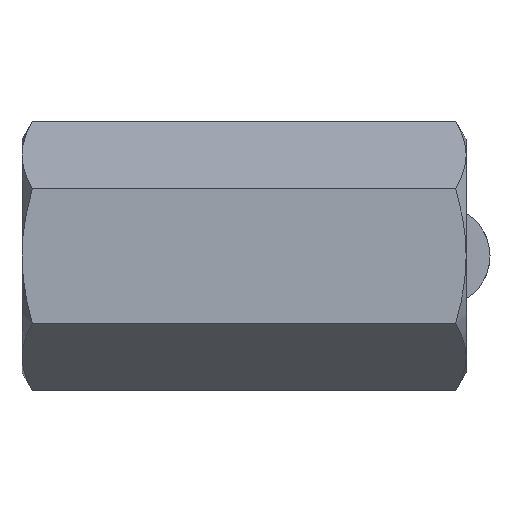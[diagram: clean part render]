
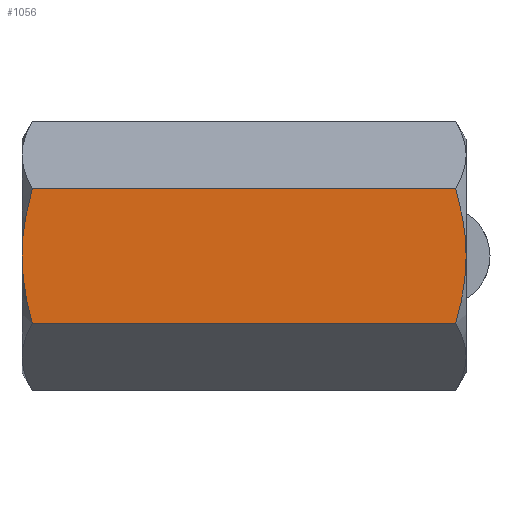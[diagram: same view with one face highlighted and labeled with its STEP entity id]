
A CAD part, front view. The second image highlights one B-rep face of the part: STEP entity #1056.
In plain terms, the highlighted planar face has unit normal (0, -1, 0).
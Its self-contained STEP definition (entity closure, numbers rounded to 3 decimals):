
#38 = EDGE_CURVE ( 'NONE', #1582, #999, #132, .T. ) ;
#69 = EDGE_CURVE ( 'NONE', #893, #1544, #1670, .T. ) ;
#86 = EDGE_CURVE ( 'NONE', #1582, #960, #1624, .T. ) ;
#91 = EDGE_CURVE ( 'NONE', #999, #893, #163, .T. ) ;
#103 = EDGE_CURVE ( 'NONE', #960, #889, #149, .T. ) ;
#113 = EDGE_CURVE ( 'NONE', #889, #1544, #134, .T. ) ;
#132 = B_SPLINE_CURVE_WITH_KNOTS ( 'NONE', 3,
 ( #315, #709, #686, #269, #586, #621, #629, #692 ),
 .UNSPECIFIED., .F., .F.,
 ( 4, 2, 2, 4 ),
 ( 0.031, 0.034, 0.035, 0.037 ),
 .UNSPECIFIED. ) ;
#134 = B_SPLINE_CURVE_WITH_KNOTS ( 'NONE', 3,
 ( #546, #488, #477, #480, #478, #484 ),
 .UNSPECIFIED., .F., .F.,
 ( 4, 2, 4 ),
 ( 0.037, 0.04, 0.043 ),
 .UNSPECIFIED. ) ;
#149 = B_SPLINE_CURVE_WITH_KNOTS ( 'NONE', 3,
 ( #228, #576, #518, #517, #516, #515, #514, #513 ),
 .UNSPECIFIED., .F., .F.,
 ( 4, 2, 2, 4 ),
 ( 0.031, 0.034, 0.035, 0.037 ),
 .UNSPECIFIED. ) ;
#163 = B_SPLINE_CURVE_WITH_KNOTS ( 'NONE', 3,
 ( #538, #738, #419, #356, #648, #481 ),
 .UNSPECIFIED., .F., .F.,
 ( 4, 2, 4 ),
 ( 0.037, 0.04, 0.043 ),
 .UNSPECIFIED. ) ;
#228 = CARTESIAN_POINT ( 'NONE',  ( -19.062, -10.5, 6.062 ) ) ;
#269 = CARTESIAN_POINT ( 'NONE',  ( 19.827, -10.5, 2.571 ) ) ;
#315 = CARTESIAN_POINT ( 'NONE',  ( 19.062, -10.5, 6.062 ) ) ;
#356 = CARTESIAN_POINT ( 'NONE',  ( 19.586, -10.5, -4.066 ) ) ;
#375 = CARTESIAN_POINT ( 'NONE',  ( 20., -10.5, 0. ) ) ;
#419 = CARTESIAN_POINT ( 'NONE',  ( 19.912, -10.5, -2.043 ) ) ;
#420 = CARTESIAN_POINT ( 'NONE',  ( -19.062, -10.5, 6.062 ) ) ;
#421 = CARTESIAN_POINT ( 'NONE',  ( -20., -10.5, 0. ) ) ;
#453 = CARTESIAN_POINT ( 'NONE',  ( 19.062, -10.5, -6.062 ) ) ;
#477 = CARTESIAN_POINT ( 'NONE',  ( -19.912, -10.5, -2.043 ) ) ;
#478 = CARTESIAN_POINT ( 'NONE',  ( -19.347, -10.5, -5.075 ) ) ;
#480 = CARTESIAN_POINT ( 'NONE',  ( -19.586, -10.5, -4.066 ) ) ;
#481 = CARTESIAN_POINT ( 'NONE',  ( 19.062, -10.5, -6.062 ) ) ;
#484 = CARTESIAN_POINT ( 'NONE',  ( -19.062, -10.5, -6.062 ) ) ;
#488 = CARTESIAN_POINT ( 'NONE',  ( -20., -10.5, -1.025 ) ) ;
#513 = CARTESIAN_POINT ( 'NONE',  ( -20., -10.5, 0. ) ) ;
#514 = CARTESIAN_POINT ( 'NONE',  ( -20., -10.5, 0.513 ) ) ;
#515 = CARTESIAN_POINT ( 'NONE',  ( -19.978, -10.5, 1.028 ) ) ;
#516 = CARTESIAN_POINT ( 'NONE',  ( -19.891, -10.5, 2.06 ) ) ;
#517 = CARTESIAN_POINT ( 'NONE',  ( -19.827, -10.5, 2.571 ) ) ;
#518 = CARTESIAN_POINT ( 'NONE',  ( -19.581, -10.5, 4.089 ) ) ;
#538 = CARTESIAN_POINT ( 'NONE',  ( 20., -10.5, 0. ) ) ;
#546 = CARTESIAN_POINT ( 'NONE',  ( -20., -10.5, 0. ) ) ;
#568 = DIRECTION ( 'NONE',  ( -1., 0., 0. ) ) ;
#576 = CARTESIAN_POINT ( 'NONE',  ( -19.345, -10.5, 5.082 ) ) ;
#586 = CARTESIAN_POINT ( 'NONE',  ( 19.891, -10.5, 2.06 ) ) ;
#621 = CARTESIAN_POINT ( 'NONE',  ( 19.978, -10.5, 1.028 ) ) ;
#629 = CARTESIAN_POINT ( 'NONE',  ( 20., -10.5, 0.513 ) ) ;
#648 = CARTESIAN_POINT ( 'NONE',  ( 19.347, -10.5, -5.075 ) ) ;
#651 = CARTESIAN_POINT ( 'NONE',  ( 20., -10.5, 6.062 ) ) ;
#653 = DIRECTION ( 'NONE',  ( -1., 0., 0. ) ) ;
#679 = CARTESIAN_POINT ( 'NONE',  ( 20., -10.5, -6.062 ) ) ;
#686 = CARTESIAN_POINT ( 'NONE',  ( 19.581, -10.5, 4.089 ) ) ;
#692 = CARTESIAN_POINT ( 'NONE',  ( 20., -10.5, 0. ) ) ;
#709 = CARTESIAN_POINT ( 'NONE',  ( 19.345, -10.5, 5.082 ) ) ;
#738 = CARTESIAN_POINT ( 'NONE',  ( 20., -10.5, -1.025 ) ) ;
#866 = EDGE_LOOP ( 'NONE', ( #1737, #1695, #1531, #1468, #1505, #1580 ) ) ;
#889 = VERTEX_POINT ( 'NONE', #421 ) ;
#893 = VERTEX_POINT ( 'NONE', #453 ) ;
#960 = VERTEX_POINT ( 'NONE', #420 ) ;
#999 = VERTEX_POINT ( 'NONE', #375 ) ;
#1056 = ADVANCED_FACE ( 'NONE', ( #1460 ), #1290, .F. ) ;
#1086 = DIRECTION ( 'NONE',  ( 0., 1., 0. ) ) ;
#1206 = CARTESIAN_POINT ( 'NONE',  ( 19.062, -10.5, 6.062 ) ) ;
#1290 = PLANE ( 'NONE',  #1427 ) ;
#1313 = CARTESIAN_POINT ( 'NONE',  ( -19.062, -10.5, -6.062 ) ) ;
#1374 = DIRECTION ( 'NONE',  ( 0., 0., 1. ) ) ;
#1381 = CARTESIAN_POINT ( 'NONE',  ( 20., -10.5, 6.062 ) ) ;
#1427 = AXIS2_PLACEMENT_3D ( 'NONE', #1381, #1086, #1374 ) ;
#1460 = FACE_OUTER_BOUND ( 'NONE', #866, .T. ) ;
#1468 = ORIENTED_EDGE ( 'NONE', *, *, #113, .T. ) ;
#1505 = ORIENTED_EDGE ( 'NONE', *, *, #69, .F. ) ;
#1531 = ORIENTED_EDGE ( 'NONE', *, *, #103, .T. ) ;
#1544 = VERTEX_POINT ( 'NONE', #1313 ) ;
#1580 = ORIENTED_EDGE ( 'NONE', *, *, #91, .F. ) ;
#1582 = VERTEX_POINT ( 'NONE', #1206 ) ;
#1624 = LINE ( 'NONE', #651, #1652 ) ;
#1651 = VECTOR ( 'NONE', #653, 1000. ) ;
#1652 = VECTOR ( 'NONE', #568, 1000. ) ;
#1670 = LINE ( 'NONE', #679, #1651 ) ;
#1695 = ORIENTED_EDGE ( 'NONE', *, *, #86, .T. ) ;
#1737 = ORIENTED_EDGE ( 'NONE', *, *, #38, .F. ) ;
